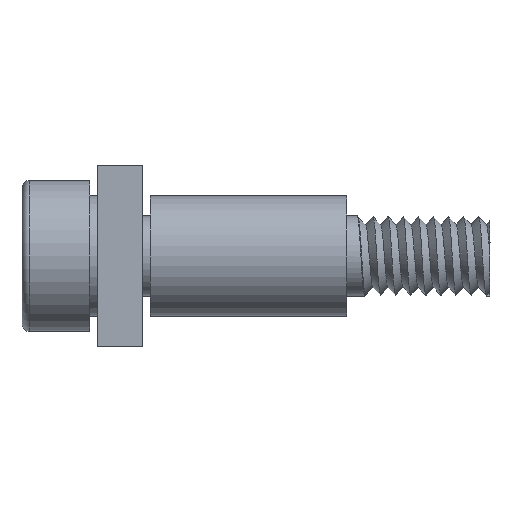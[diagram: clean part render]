
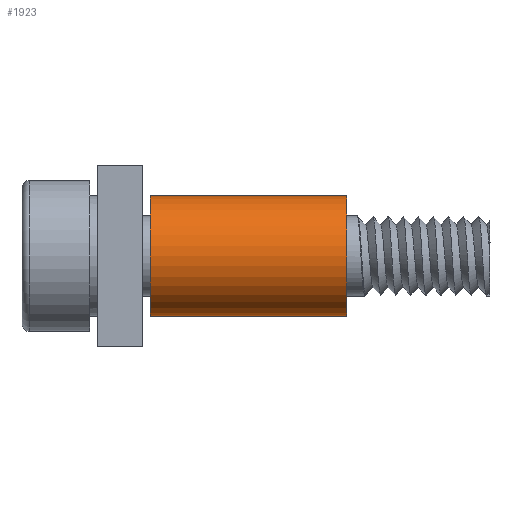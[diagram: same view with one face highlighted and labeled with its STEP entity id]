
A CAD part, left-side view. The second image highlights one B-rep face of the part: STEP entity #1923.
In plain terms, the highlighted cylindrical face has radius 2 mm (diameter 4 mm), a partial arc.
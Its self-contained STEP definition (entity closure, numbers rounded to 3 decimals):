
#12 = VECTOR ( 'NONE', #5095, 1000. ) ;
#251 = EDGE_CURVE ( 'NONE', #4130, #3520, #4736, .T. ) ;
#295 = CIRCLE ( 'NONE', #2333, 2. ) ;
#350 = AXIS2_PLACEMENT_3D ( 'NONE', #3791, #6348, #1795 ) ;
#388 = DIRECTION ( 'NONE',  ( 0., 0., -1. ) ) ;
#406 = DIRECTION ( 'NONE',  ( 0., -1., 0. ) ) ;
#413 = CARTESIAN_POINT ( 'NONE',  ( 0., -10.25, -2. ) ) ;
#430 = ORIENTED_EDGE ( 'NONE', *, *, #251, .T. ) ;
#433 = CARTESIAN_POINT ( 'NONE',  ( 0., -3.75, 0. ) ) ;
#488 = CARTESIAN_POINT ( 'NONE',  ( 0., -10.25, 2. ) ) ;
#721 = CARTESIAN_POINT ( 'NONE',  ( 0., -10.25, 2. ) ) ;
#1057 = FACE_OUTER_BOUND ( 'NONE', #1266, .T. ) ;
#1266 = EDGE_LOOP ( 'NONE', ( #4844, #3862, #2341, #430 ) ) ;
#1339 = CARTESIAN_POINT ( 'NONE',  ( 0., -3.75, -2. ) ) ;
#1432 = LINE ( 'NONE', #488, #12 ) ;
#1795 = DIRECTION ( 'NONE',  ( 0., 0., 1. ) ) ;
#1923 = ADVANCED_FACE ( 'NONE', ( #1057 ), #5675, .T. ) ;
#2113 = DIRECTION ( 'NONE',  ( 0., -1., 0. ) ) ;
#2333 = AXIS2_PLACEMENT_3D ( 'NONE', #5128, #2113, #5656 ) ;
#2341 = ORIENTED_EDGE ( 'NONE', *, *, #3029, .T. ) ;
#2370 = EDGE_CURVE ( 'NONE', #6650, #6179, #295, .T. ) ;
#3029 = EDGE_CURVE ( 'NONE', #6650, #4130, #1432, .T. ) ;
#3520 = VERTEX_POINT ( 'NONE', #1339 ) ;
#3530 = DIRECTION ( 'NONE',  ( 0., 1., 0. ) ) ;
#3791 = CARTESIAN_POINT ( 'NONE',  ( 0., -10.25, 0. ) ) ;
#3862 = ORIENTED_EDGE ( 'NONE', *, *, #2370, .F. ) ;
#4130 = VERTEX_POINT ( 'NONE', #6610 ) ;
#4696 = EDGE_CURVE ( 'NONE', #6179, #3520, #4754, .T. ) ;
#4736 = CIRCLE ( 'NONE', #5512, 2. ) ;
#4754 = LINE ( 'NONE', #413, #6288 ) ;
#4844 = ORIENTED_EDGE ( 'NONE', *, *, #4696, .F. ) ;
#5027 = CARTESIAN_POINT ( 'NONE',  ( 0., -10.25, -2. ) ) ;
#5095 = DIRECTION ( 'NONE',  ( 0., 1., 0. ) ) ;
#5128 = CARTESIAN_POINT ( 'NONE',  ( 0., -10.25, 0. ) ) ;
#5512 = AXIS2_PLACEMENT_3D ( 'NONE', #433, #406, #388 ) ;
#5656 = DIRECTION ( 'NONE',  ( 0., 0., -1. ) ) ;
#5675 = CYLINDRICAL_SURFACE ( 'NONE', #350, 2. ) ;
#6179 = VERTEX_POINT ( 'NONE', #5027 ) ;
#6288 = VECTOR ( 'NONE', #3530, 1000. ) ;
#6348 = DIRECTION ( 'NONE',  ( 0., 1., 0. ) ) ;
#6610 = CARTESIAN_POINT ( 'NONE',  ( 0., -3.75, 2. ) ) ;
#6650 = VERTEX_POINT ( 'NONE', #721 ) ;
